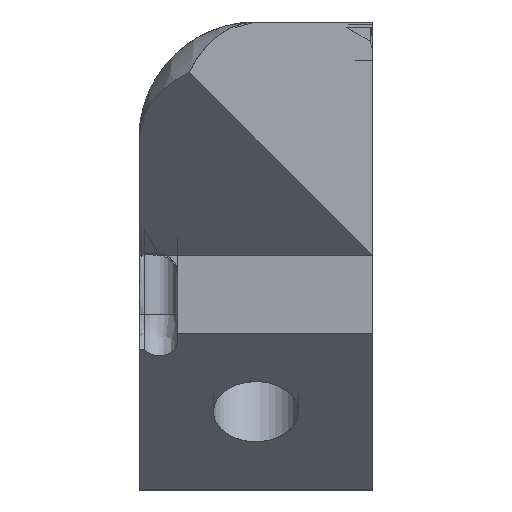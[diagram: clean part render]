
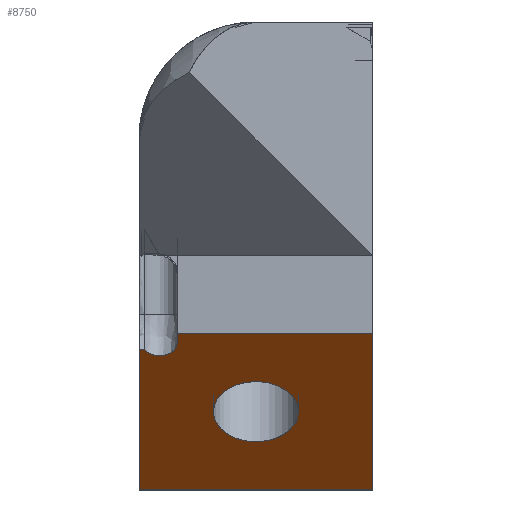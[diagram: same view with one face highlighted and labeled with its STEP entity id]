
A CAD part, front view. The second image highlights one B-rep face of the part: STEP entity #8750.
In plain terms, the highlighted free-form (B-spline) face has degree [1, 1] with [2, 2] control points.
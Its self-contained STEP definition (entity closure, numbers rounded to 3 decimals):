
#14=FACE_BOUND('',#1291,.T.);
#30=LINE('',#16001,#55);
#55=VECTOR('',#9926,10.);
#906=FACE_OUTER_BOUND('',#1290,.T.);
#1290=EDGE_LOOP('',(#6982,#6983,#6984,#6985,#6986,#6987,#6988));
#1291=EDGE_LOOP('',(#6989));
#1935=B_SPLINE_CURVE_WITH_KNOTS('',1,(#15970,#15971),.UNSPECIFIED.,.F.,
 .F.,(2,2),(0.177,0.475),.UNSPECIFIED.);
#1936=B_SPLINE_CURVE_WITH_KNOTS('',1,(#15973,#15974),.UNSPECIFIED.,.F.,
 .F.,(2,2),(-0.68,-0.226),.UNSPECIFIED.);
#1937=B_SPLINE_CURVE_WITH_KNOTS('',1,(#15976,#15977),.UNSPECIFIED.,.F.,
 .F.,(2,2),(-0.475,-0.456),.UNSPECIFIED.);
#1938=B_SPLINE_CURVE_WITH_KNOTS('',3,(#15979,#15980,#15981,#15982,#15983,
#15984,#15985,#15986,#15987,#15988,#15989,#15990,#15991),.UNSPECIFIED.,
 .F.,.F.,(4,3,3,3,4),(0.,0.113,0.227,
0.33,0.44),.UNSPECIFIED.);
#1939=B_SPLINE_CURVE_WITH_KNOTS('',3,(#15993,#15994,#15995,#15996,#15997,
#15998,#15999),.UNSPECIFIED.,.F.,.F.,(4,3,4),(0.,0.038,0.069),
 .UNSPECIFIED.);
#1940=B_SPLINE_CURVE_WITH_KNOTS('',1,(#16002,#16003),.UNSPECIFIED.,.F.,
 .F.,(2,2),(0.137,0.68),.UNSPECIFIED.);
#1941=B_SPLINE_CURVE_WITH_KNOTS('',3,(#16005,#16006,#16007,#16008,#16009,
#16010,#16011,#16012,#16013,#16014,#16015,#16016,#16017,#16018,#16019,#16020,
#16021,#16022,#16023,#16024,#16025,#16026,#16027,#16028,#16029),
 .UNSPECIFIED.,.T.,.F.,(4,3,3,3,3,3,3,3,4),(-2.578,-2.317,
-1.934,-1.551,-1.289,-1.027,
-0.645,-0.262,0.),.UNSPECIFIED.);
#3454=VERTEX_POINT('',#15968);
#3455=VERTEX_POINT('',#15969);
#3456=VERTEX_POINT('',#15972);
#3457=VERTEX_POINT('',#15975);
#3458=VERTEX_POINT('',#15978);
#3459=VERTEX_POINT('',#15992);
#3460=VERTEX_POINT('',#16000);
#3461=VERTEX_POINT('',#16004);
#5210=EDGE_CURVE('',#3454,#3455,#1935,.T.);
#5211=EDGE_CURVE('',#3455,#3456,#1936,.T.);
#5212=EDGE_CURVE('',#3456,#3457,#1937,.T.);
#5213=EDGE_CURVE('',#3457,#3458,#1938,.T.);
#5214=EDGE_CURVE('',#3458,#3459,#1939,.T.);
#5215=EDGE_CURVE('',#3459,#3460,#30,.T.);
#5216=EDGE_CURVE('',#3460,#3454,#1940,.T.);
#5217=EDGE_CURVE('',#3461,#3461,#1941,.T.);
#6982=ORIENTED_EDGE('',*,*,#5210,.T.);
#6983=ORIENTED_EDGE('',*,*,#5211,.T.);
#6984=ORIENTED_EDGE('',*,*,#5212,.T.);
#6985=ORIENTED_EDGE('',*,*,#5213,.T.);
#6986=ORIENTED_EDGE('',*,*,#5214,.T.);
#6987=ORIENTED_EDGE('',*,*,#5215,.T.);
#6988=ORIENTED_EDGE('',*,*,#5216,.T.);
#6989=ORIENTED_EDGE('',*,*,#5217,.T.);
#8450=B_SPLINE_SURFACE_WITH_KNOTS('',1,1,((#15964,#15965),(#15966,#15967)),
 .UNSPECIFIED.,.F.,.F.,.F.,(2,2),(2,2),(0.,1.),(-0.781,0.),
 .UNSPECIFIED.);
#8750=ADVANCED_FACE('',(#906,#14),#8450,.T.);
#9926=DIRECTION('',(0.,0.707,-0.707));
#15964=CARTESIAN_POINT('Ctrl Pts',(54.348,-139.27,499.862));
#15965=CARTESIAN_POINT('Ctrl Pts',(22.718,-139.27,499.862));
#15966=CARTESIAN_POINT('Ctrl Pts',(54.348,-188.703,549.294));
#15967=CARTESIAN_POINT('Ctrl Pts',(22.718,-188.703,549.294));
#15968=CARTESIAN_POINT('',(50.284,-148.029,508.62));
#15969=CARTESIAN_POINT('',(50.284,-162.756,523.347));
#15970=CARTESIAN_POINT('Ctrl Pts',(50.284,-148.029,508.62));
#15971=CARTESIAN_POINT('Ctrl Pts',(50.284,-162.756,523.347));
#15972=CARTESIAN_POINT('',(31.859,-162.756,523.347));
#15973=CARTESIAN_POINT('Ctrl Pts',(50.284,-162.756,523.347));
#15974=CARTESIAN_POINT('Ctrl Pts',(31.859,-162.756,523.347));
#15975=CARTESIAN_POINT('',(31.859,-161.807,522.398));
#15976=CARTESIAN_POINT('Ctrl Pts',(31.859,-162.756,523.347));
#15977=CARTESIAN_POINT('Ctrl Pts',(31.859,-161.807,522.398));
#15978=CARTESIAN_POINT('',(28.779,-161.227,521.818));
#15979=CARTESIAN_POINT('Ctrl Pts',(31.859,-161.807,522.398));
#15980=CARTESIAN_POINT('Ctrl Pts',(31.858,-161.557,522.149));
#15981=CARTESIAN_POINT('Ctrl Pts',(31.739,-161.296,521.888));
#15982=CARTESIAN_POINT('Ctrl Pts',(31.502,-161.086,521.677));
#15983=CARTESIAN_POINT('Ctrl Pts',(31.287,-160.894,521.486));
#15984=CARTESIAN_POINT('Ctrl Pts',(30.96,-160.734,521.325));
#15985=CARTESIAN_POINT('Ctrl Pts',(30.571,-160.671,521.262));
#15986=CARTESIAN_POINT('Ctrl Pts',(30.237,-160.618,521.209));
#15987=CARTESIAN_POINT('Ctrl Pts',(29.884,-160.642,521.233));
#15988=CARTESIAN_POINT('Ctrl Pts',(29.578,-160.732,521.323));
#15989=CARTESIAN_POINT('Ctrl Pts',(29.221,-160.836,521.427));
#15990=CARTESIAN_POINT('Ctrl Pts',(28.946,-161.022,521.613));
#15991=CARTESIAN_POINT('Ctrl Pts',(28.779,-161.227,521.818));
#15992=CARTESIAN_POINT('',(28.284,-161.226,521.817));
#15993=CARTESIAN_POINT('Ctrl Pts',(28.779,-161.227,521.818));
#15994=CARTESIAN_POINT('Ctrl Pts',(28.706,-161.281,521.872));
#15995=CARTESIAN_POINT('Ctrl Pts',(28.583,-161.339,521.931));
#15996=CARTESIAN_POINT('Ctrl Pts',(28.451,-161.342,521.933));
#15997=CARTESIAN_POINT('Ctrl Pts',(28.324,-161.344,521.935));
#15998=CARTESIAN_POINT('Ctrl Pts',(28.284,-161.29,521.881));
#15999=CARTESIAN_POINT('Ctrl Pts',(28.284,-161.226,521.817));
#16000=CARTESIAN_POINT('',(28.284,-148.029,508.62));
#16001=CARTESIAN_POINT('',(28.284,-161.226,521.817));
#16002=CARTESIAN_POINT('Ctrl Pts',(28.284,-148.029,508.62));
#16003=CARTESIAN_POINT('Ctrl Pts',(50.284,-148.029,508.62));
#16004=CARTESIAN_POINT('',(43.284,-155.392,515.984));
#16005=CARTESIAN_POINT('Ctrl Pts',(43.284,-155.392,515.984));
#16006=CARTESIAN_POINT('Ctrl Pts',(43.284,-154.471,515.062));
#16007=CARTESIAN_POINT('Ctrl Pts',(42.684,-153.797,514.388));
#16008=CARTESIAN_POINT('Ctrl Pts',(42.112,-153.392,513.984));
#16009=CARTESIAN_POINT('Ctrl Pts',(41.276,-152.801,513.393));
#16010=CARTESIAN_POINT('Ctrl Pts',(40.226,-152.564,513.155));
#16011=CARTESIAN_POINT('Ctrl Pts',(39.284,-152.564,513.155));
#16012=CARTESIAN_POINT('Ctrl Pts',(38.342,-152.564,513.155));
#16013=CARTESIAN_POINT('Ctrl Pts',(37.291,-152.801,513.393));
#16014=CARTESIAN_POINT('Ctrl Pts',(36.455,-153.392,513.984));
#16015=CARTESIAN_POINT('Ctrl Pts',(35.883,-153.797,514.388));
#16016=CARTESIAN_POINT('Ctrl Pts',(35.284,-154.471,515.062));
#16017=CARTESIAN_POINT('Ctrl Pts',(35.284,-155.392,515.984));
#16018=CARTESIAN_POINT('Ctrl Pts',(35.284,-156.314,516.906));
#16019=CARTESIAN_POINT('Ctrl Pts',(35.883,-156.988,517.579));
#16020=CARTESIAN_POINT('Ctrl Pts',(36.455,-157.392,517.984));
#16021=CARTESIAN_POINT('Ctrl Pts',(37.291,-157.984,518.575));
#16022=CARTESIAN_POINT('Ctrl Pts',(38.342,-158.221,518.812));
#16023=CARTESIAN_POINT('Ctrl Pts',(39.284,-158.221,518.812));
#16024=CARTESIAN_POINT('Ctrl Pts',(40.226,-158.221,518.812));
#16025=CARTESIAN_POINT('Ctrl Pts',(41.276,-157.984,518.575));
#16026=CARTESIAN_POINT('Ctrl Pts',(42.112,-157.392,517.984));
#16027=CARTESIAN_POINT('Ctrl Pts',(42.684,-156.988,517.579));
#16028=CARTESIAN_POINT('Ctrl Pts',(43.284,-156.314,516.906));
#16029=CARTESIAN_POINT('Ctrl Pts',(43.284,-155.392,515.984));
